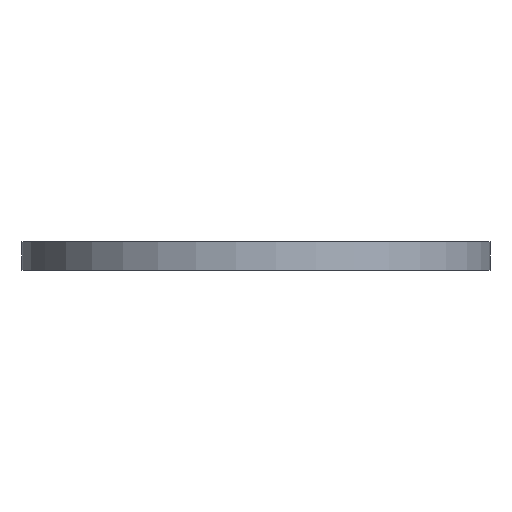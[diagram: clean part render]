
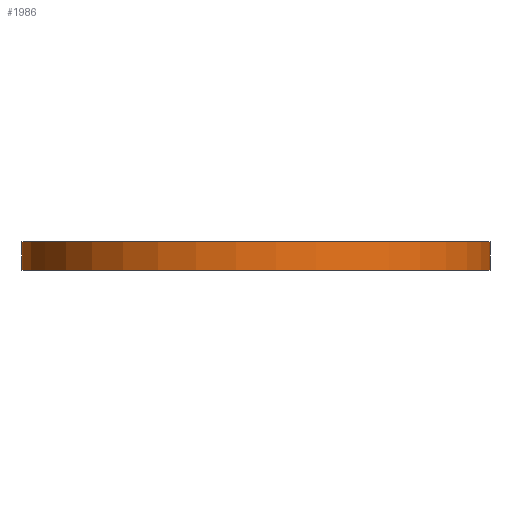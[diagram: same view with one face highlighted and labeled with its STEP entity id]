
A CAD part, front view. The second image highlights one B-rep face of the part: STEP entity #1986.
In plain terms, the highlighted cylindrical face has radius 124 mm (diameter 248 mm), a partial arc.
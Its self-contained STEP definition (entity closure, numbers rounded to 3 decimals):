
#45=CYLINDRICAL_SURFACE('',#2160,124.);
#162=CIRCLE('',#2161,124.);
#163=CIRCLE('',#2162,124.);
#275=FACE_OUTER_BOUND('',#393,.T.);
#393=EDGE_LOOP('',(#1567,#1568,#1569,#1570));
#541=LINE('',#3111,#719);
#546=LINE('',#3126,#724);
#719=VECTOR('',#2537,10.);
#724=VECTOR('',#2550,10.);
#907=VERTEX_POINT('',#3104);
#910=VERTEX_POINT('',#3109);
#913=VERTEX_POINT('',#3119);
#916=VERTEX_POINT('',#3124);
#1140=EDGE_CURVE('',#910,#907,#541,.T.);
#1147=EDGE_CURVE('',#916,#913,#546,.T.);
#1177=EDGE_CURVE('',#910,#913,#162,.T.);
#1178=EDGE_CURVE('',#907,#916,#163,.T.);
#1567=ORIENTED_EDGE('',*,*,#1140,.F.);
#1568=ORIENTED_EDGE('',*,*,#1177,.T.);
#1569=ORIENTED_EDGE('',*,*,#1147,.F.);
#1570=ORIENTED_EDGE('',*,*,#1178,.F.);
#1986=ADVANCED_FACE('',(#275),#45,.T.);
#2160=AXIS2_PLACEMENT_3D('',#3185,#2602,#2603);
#2161=AXIS2_PLACEMENT_3D('',#3186,#2604,#2605);
#2162=AXIS2_PLACEMENT_3D('',#3187,#2606,#2607);
#2537=DIRECTION('',(0.,0.,1.));
#2550=DIRECTION('',(0.,0.,-1.));
#2602=DIRECTION('center_axis',(0.,0.,1.));
#2603=DIRECTION('ref_axis',(0.,-1.,0.));
#2604=DIRECTION('center_axis',(0.,0.,1.));
#2605=DIRECTION('ref_axis',(1.,0.,0.));
#2606=DIRECTION('center_axis',(0.,0.,1.));
#2607=DIRECTION('ref_axis',(1.,0.,0.));
#3104=CARTESIAN_POINT('',(-57.175,110.032,-1.5));
#3109=CARTESIAN_POINT('',(-57.175,110.032,-16.5));
#3111=CARTESIAN_POINT('',(-57.175,110.032,-9.));
#3119=CARTESIAN_POINT('',(57.175,110.032,-16.5));
#3124=CARTESIAN_POINT('',(57.175,110.032,-1.5));
#3126=CARTESIAN_POINT('',(57.175,110.032,-9.));
#3185=CARTESIAN_POINT('Origin',(0.,0.,-9.));
#3186=CARTESIAN_POINT('Origin',(0.,0.,-16.5));
#3187=CARTESIAN_POINT('Origin',(0.,0.,-1.5));
